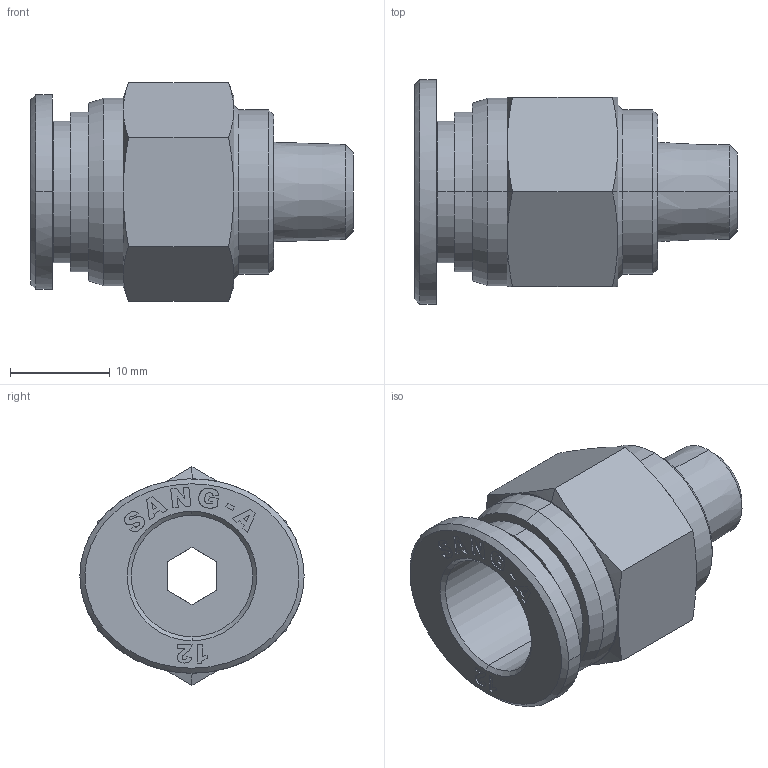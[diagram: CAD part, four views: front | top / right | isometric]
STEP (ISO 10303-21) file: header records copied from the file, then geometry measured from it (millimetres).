
FILE_DESCRIPTION((''),'2;1');
FILE_NAME('GPC 1201(3D).stp','2012-12-20T14:03:29',(''),(''),'Mechanical Desktop.R8.0.24.0','Mechanical Desktop.R8.0.24.0',', , ');
FILE_SCHEMA(('CONFIG_CONTROL_DESIGN'));
Length unit declared in the file: millimetre
Products named in the file (2): GPC 1201(3D); ºÎÇ°1
Assembly tree (1 placements, depth 2):
  GPC 1201(3D)
    ºÎÇ°1
Bounding box: 32.4 x 22.5 x 21.94 mm (x, y, z)
Volume: 4361.7 mm3; surface area: 3576.8 mm2
Topology: 1 solids, 1 shells, 408 faces, 1134 edges, 745 vertices
Faces by surface type: plane 353, cone 34, cylinder 13, bspline 8
Entity records: 13275 total; most frequent: CARTESIAN_POINT 2800, ORIENTED_EDGE 2268, DIRECTION 1956, EDGE_CURVE 1134, VECTOR 1026, LINE 1026, VERTEX_POINT 745, AXIS2_PLACEMENT_3D 465
